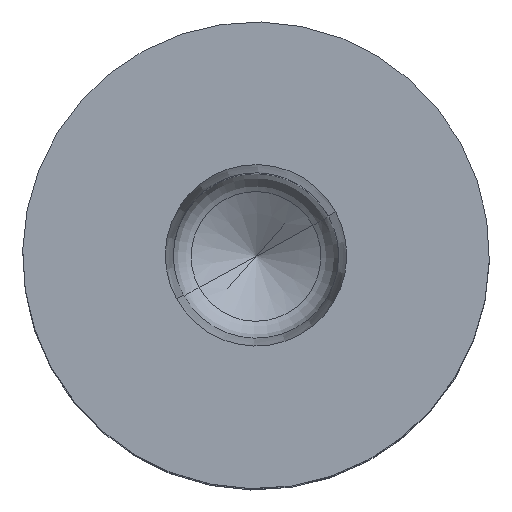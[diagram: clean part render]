
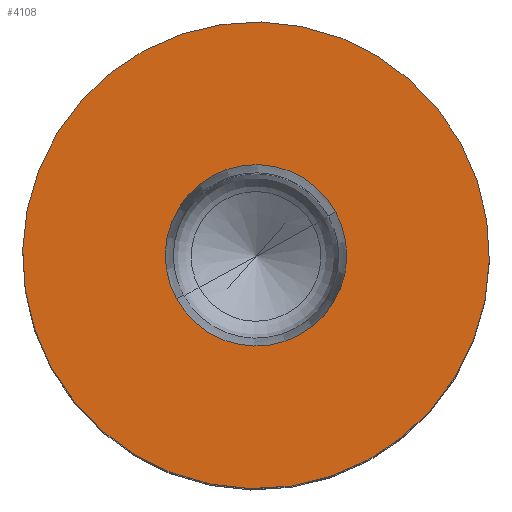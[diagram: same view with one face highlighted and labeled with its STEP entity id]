
A CAD part, top view. The second image highlights one B-rep face of the part: STEP entity #4108.
In plain terms, the highlighted planar face has unit normal (0, 0, 1).
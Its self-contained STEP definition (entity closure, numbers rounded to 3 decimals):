
#4045=AXIS2_PLACEMENT_3D('Circle Axis2P3D',#4043,#4044,$) ;
#4071=AXIS2_PLACEMENT_3D('Circle Axis2P3D',#4069,#4070,$) ;
#4084=AXIS2_PLACEMENT_3D('Plane Axis2P3D',#4081,#4082,#4083) ;
#4092=AXIS2_PLACEMENT_3D('Circle Axis2P3D',#4090,#4091,$) ;
#4101=AXIS2_PLACEMENT_3D('Circle Axis2P3D',#4099,#4100,$) ;
#4043=CARTESIAN_POINT('Axis2P3D Location',(6.35,6.35,37.5)) ;
#4047=CARTESIAN_POINT('Vertex',(11.923,9.394,37.5)) ;
#4049=CARTESIAN_POINT('Vertex',(0.777,3.306,37.5)) ;
#4069=CARTESIAN_POINT('Axis2P3D Location',(6.35,6.35,37.5)) ;
#4081=CARTESIAN_POINT('Axis2P3D Location',(8.819,6.35,37.5)) ;
#4090=CARTESIAN_POINT('Axis2P3D Location',(6.35,6.35,37.5)) ;
#4094=CARTESIAN_POINT('Vertex',(8.517,7.534,37.5)) ;
#4096=CARTESIAN_POINT('Vertex',(4.183,5.166,37.5)) ;
#4099=CARTESIAN_POINT('Axis2P3D Location',(6.35,6.35,37.5)) ;
#4044=DIRECTION('Axis2P3D Direction',(0.,-0.,1.)) ;
#4070=DIRECTION('Axis2P3D Direction',(0.,-0.,1.)) ;
#4082=DIRECTION('Axis2P3D Direction',(0.,0.,1.)) ;
#4083=DIRECTION('Axis2P3D XDirection',(-1.,0.,0.)) ;
#4091=DIRECTION('Axis2P3D Direction',(0.,0.,1.)) ;
#4100=DIRECTION('Axis2P3D Direction',(0.,0.,1.)) ;
#4087=ORIENTED_EDGE('',*,*,#4073,.T.) ;
#4088=ORIENTED_EDGE('',*,*,#4051,.T.) ;
#4105=ORIENTED_EDGE('',*,*,#4098,.F.) ;
#4106=ORIENTED_EDGE('',*,*,#4103,.F.) ;
#4107=FACE_BOUND('',#4104,.T.) ;
#4108=ADVANCED_FACE('1435790000',(#4089,#4107),#4085,.T.) ;
#4046=CIRCLE('generated circle',#4045,6.35) ;
#4072=CIRCLE('generated circle',#4071,6.35) ;
#4093=CIRCLE('generated circle',#4092,2.469) ;
#4102=CIRCLE('generated circle',#4101,2.469) ;
#4051=EDGE_CURVE('',#4048,#4050,#4046,.T.) ;
#4073=EDGE_CURVE('',#4050,#4048,#4072,.T.) ;
#4098=EDGE_CURVE('',#4095,#4097,#4093,.T.) ;
#4103=EDGE_CURVE('',#4097,#4095,#4102,.T.) ;
#4086=EDGE_LOOP('',(#4087,#4088)) ;
#4104=EDGE_LOOP('',(#4105,#4106)) ;
#4089=FACE_OUTER_BOUND('',#4086,.T.) ;
#4085=PLANE('',#4084) ;
#4048=VERTEX_POINT('',#4047) ;
#4050=VERTEX_POINT('',#4049) ;
#4095=VERTEX_POINT('',#4094) ;
#4097=VERTEX_POINT('',#4096) ;
